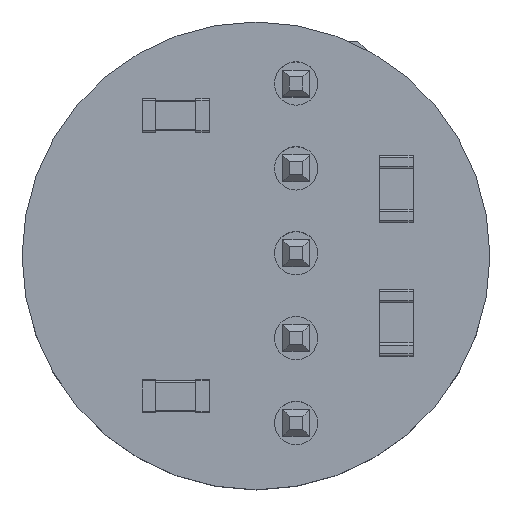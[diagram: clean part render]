
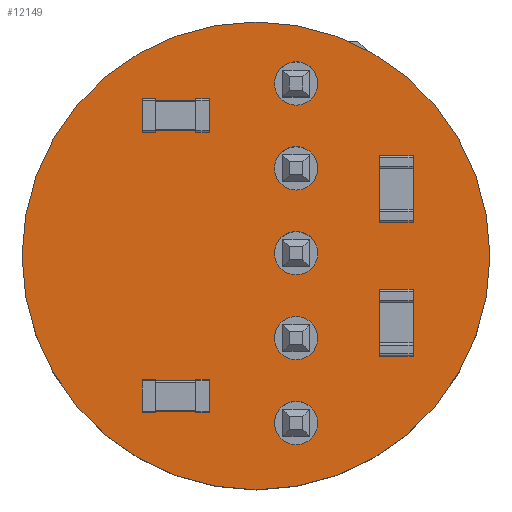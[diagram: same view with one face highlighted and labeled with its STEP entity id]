
A CAD part, top view. The second image highlights one B-rep face of the part: STEP entity #12149.
In plain terms, the highlighted planar face has unit normal (0, 0, 1).
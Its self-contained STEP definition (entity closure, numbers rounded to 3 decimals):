
#11909 = VERTEX_POINT('',#11910);
#11910 = CARTESIAN_POINT('',(145.5,-94.,1.6));
#11917 = CYLINDRICAL_SURFACE('',#11918,3.5);
#11918 = AXIS2_PLACEMENT_3D('',#11919,#11920,#11921);
#11919 = CARTESIAN_POINT('',(142.,-94.,0.));
#11920 = DIRECTION('',(-0.,-0.,-1.));
#11921 = DIRECTION('',(1.,0.,-0.));
#11936 = EDGE_CURVE('',#11909,#11909,#11937,.T.);
#11937 = SURFACE_CURVE('',#11938,(#11943,#11950),.PCURVE_S1.);
#11938 = CIRCLE('',#11939,3.5);
#11939 = AXIS2_PLACEMENT_3D('',#11940,#11941,#11942);
#11940 = CARTESIAN_POINT('',(142.,-94.,1.6));
#11941 = DIRECTION('',(0.,0.,1.));
#11942 = DIRECTION('',(1.,0.,-0.));
#11943 = PCURVE('',#11917,#11944);
#11944 = DEFINITIONAL_REPRESENTATION('',(#11945),#11949);
#11945 = LINE('',#11946,#11947);
#11946 = CARTESIAN_POINT('',(-0.,-1.6));
#11947 = VECTOR('',#11948,1.);
#11948 = DIRECTION('',(-1.,0.));
#11949 = ( GEOMETRIC_REPRESENTATION_CONTEXT(2) 
PARAMETRIC_REPRESENTATION_CONTEXT() REPRESENTATION_CONTEXT('2D SPACE',''
  ) );
#11950 = PCURVE('',#11951,#11956);
#11951 = PLANE('',#11952);
#11952 = AXIS2_PLACEMENT_3D('',#11953,#11954,#11955);
#11953 = CARTESIAN_POINT('',(142.,-94.,1.6));
#11954 = DIRECTION('',(0.,0.,1.));
#11955 = DIRECTION('',(1.,0.,-0.));
#11956 = DEFINITIONAL_REPRESENTATION('',(#11957),#11961);
#11957 = CIRCLE('',#11958,3.5);
#11958 = AXIS2_PLACEMENT_2D('',#11959,#11960);
#11959 = CARTESIAN_POINT('',(0.,0.));
#11960 = DIRECTION('',(1.,0.));
#11961 = ( GEOMETRIC_REPRESENTATION_CONTEXT(2) 
PARAMETRIC_REPRESENTATION_CONTEXT() REPRESENTATION_CONTEXT('2D SPACE',''
  ) );
#12014 = CYLINDRICAL_SURFACE('',#12015,0.325);
#12015 = AXIS2_PLACEMENT_3D('',#12016,#12017,#12018);
#12016 = CARTESIAN_POINT('',(142.6,-96.5,-0.8));
#12017 = DIRECTION('',(0.,0.,1.));
#12018 = DIRECTION('',(1.,0.,-0.));
#12045 = CYLINDRICAL_SURFACE('',#12046,0.325);
#12046 = AXIS2_PLACEMENT_3D('',#12047,#12048,#12049);
#12047 = CARTESIAN_POINT('',(142.6,-95.23,-0.8));
#12048 = DIRECTION('',(0.,0.,1.));
#12049 = DIRECTION('',(1.,0.,-0.));
#12076 = CYLINDRICAL_SURFACE('',#12077,0.325);
#12077 = AXIS2_PLACEMENT_3D('',#12078,#12079,#12080);
#12078 = CARTESIAN_POINT('',(142.6,-92.69,-0.8));
#12079 = DIRECTION('',(0.,0.,1.));
#12080 = DIRECTION('',(1.,0.,-0.));
#12107 = CYLINDRICAL_SURFACE('',#12108,0.325);
#12108 = AXIS2_PLACEMENT_3D('',#12109,#12110,#12111);
#12109 = CARTESIAN_POINT('',(142.6,-93.96,-0.8));
#12110 = DIRECTION('',(0.,0.,1.));
#12111 = DIRECTION('',(1.,0.,-0.));
#12138 = CYLINDRICAL_SURFACE('',#12139,0.325);
#12139 = AXIS2_PLACEMENT_3D('',#12140,#12141,#12142);
#12140 = CARTESIAN_POINT('',(142.6,-91.42,-0.8));
#12141 = DIRECTION('',(0.,0.,1.));
#12142 = DIRECTION('',(1.,0.,-0.));
#12149 = ADVANCED_FACE('',(#12150,#12153,#12179,#12205,#12231,#12257),
  #11951,.T.);
#12150 = FACE_BOUND('',#12151,.T.);
#12151 = EDGE_LOOP('',(#12152));
#12152 = ORIENTED_EDGE('',*,*,#11936,.T.);
#12153 = FACE_BOUND('',#12154,.T.);
#12154 = EDGE_LOOP('',(#12155));
#12155 = ORIENTED_EDGE('',*,*,#12156,.F.);
#12156 = EDGE_CURVE('',#12157,#12157,#12159,.T.);
#12157 = VERTEX_POINT('',#12158);
#12158 = CARTESIAN_POINT('',(142.925,-96.5,1.6));
#12159 = SURFACE_CURVE('',#12160,(#12165,#12172),.PCURVE_S1.);
#12160 = CIRCLE('',#12161,0.325);
#12161 = AXIS2_PLACEMENT_3D('',#12162,#12163,#12164);
#12162 = CARTESIAN_POINT('',(142.6,-96.5,1.6));
#12163 = DIRECTION('',(0.,0.,1.));
#12164 = DIRECTION('',(1.,0.,-0.));
#12165 = PCURVE('',#11951,#12166);
#12166 = DEFINITIONAL_REPRESENTATION('',(#12167),#12171);
#12167 = CIRCLE('',#12168,0.325);
#12168 = AXIS2_PLACEMENT_2D('',#12169,#12170);
#12169 = CARTESIAN_POINT('',(0.6,-2.5));
#12170 = DIRECTION('',(1.,0.));
#12171 = ( GEOMETRIC_REPRESENTATION_CONTEXT(2) 
PARAMETRIC_REPRESENTATION_CONTEXT() REPRESENTATION_CONTEXT('2D SPACE',''
  ) );
#12172 = PCURVE('',#12014,#12173);
#12173 = DEFINITIONAL_REPRESENTATION('',(#12174),#12178);
#12174 = LINE('',#12175,#12176);
#12175 = CARTESIAN_POINT('',(0.,2.4));
#12176 = VECTOR('',#12177,1.);
#12177 = DIRECTION('',(1.,0.));
#12178 = ( GEOMETRIC_REPRESENTATION_CONTEXT(2) 
PARAMETRIC_REPRESENTATION_CONTEXT() REPRESENTATION_CONTEXT('2D SPACE',''
  ) );
#12179 = FACE_BOUND('',#12180,.T.);
#12180 = EDGE_LOOP('',(#12181));
#12181 = ORIENTED_EDGE('',*,*,#12182,.F.);
#12182 = EDGE_CURVE('',#12183,#12183,#12185,.T.);
#12183 = VERTEX_POINT('',#12184);
#12184 = CARTESIAN_POINT('',(142.925,-95.23,1.6));
#12185 = SURFACE_CURVE('',#12186,(#12191,#12198),.PCURVE_S1.);
#12186 = CIRCLE('',#12187,0.325);
#12187 = AXIS2_PLACEMENT_3D('',#12188,#12189,#12190);
#12188 = CARTESIAN_POINT('',(142.6,-95.23,1.6));
#12189 = DIRECTION('',(0.,0.,1.));
#12190 = DIRECTION('',(1.,0.,-0.));
#12191 = PCURVE('',#11951,#12192);
#12192 = DEFINITIONAL_REPRESENTATION('',(#12193),#12197);
#12193 = CIRCLE('',#12194,0.325);
#12194 = AXIS2_PLACEMENT_2D('',#12195,#12196);
#12195 = CARTESIAN_POINT('',(0.6,-1.23));
#12196 = DIRECTION('',(1.,0.));
#12197 = ( GEOMETRIC_REPRESENTATION_CONTEXT(2) 
PARAMETRIC_REPRESENTATION_CONTEXT() REPRESENTATION_CONTEXT('2D SPACE',''
  ) );
#12198 = PCURVE('',#12045,#12199);
#12199 = DEFINITIONAL_REPRESENTATION('',(#12200),#12204);
#12200 = LINE('',#12201,#12202);
#12201 = CARTESIAN_POINT('',(0.,2.4));
#12202 = VECTOR('',#12203,1.);
#12203 = DIRECTION('',(1.,0.));
#12204 = ( GEOMETRIC_REPRESENTATION_CONTEXT(2) 
PARAMETRIC_REPRESENTATION_CONTEXT() REPRESENTATION_CONTEXT('2D SPACE',''
  ) );
#12205 = FACE_BOUND('',#12206,.T.);
#12206 = EDGE_LOOP('',(#12207));
#12207 = ORIENTED_EDGE('',*,*,#12208,.F.);
#12208 = EDGE_CURVE('',#12209,#12209,#12211,.T.);
#12209 = VERTEX_POINT('',#12210);
#12210 = CARTESIAN_POINT('',(142.925,-92.69,1.6));
#12211 = SURFACE_CURVE('',#12212,(#12217,#12224),.PCURVE_S1.);
#12212 = CIRCLE('',#12213,0.325);
#12213 = AXIS2_PLACEMENT_3D('',#12214,#12215,#12216);
#12214 = CARTESIAN_POINT('',(142.6,-92.69,1.6));
#12215 = DIRECTION('',(0.,0.,1.));
#12216 = DIRECTION('',(1.,0.,-0.));
#12217 = PCURVE('',#11951,#12218);
#12218 = DEFINITIONAL_REPRESENTATION('',(#12219),#12223);
#12219 = CIRCLE('',#12220,0.325);
#12220 = AXIS2_PLACEMENT_2D('',#12221,#12222);
#12221 = CARTESIAN_POINT('',(0.6,1.31));
#12222 = DIRECTION('',(1.,0.));
#12223 = ( GEOMETRIC_REPRESENTATION_CONTEXT(2) 
PARAMETRIC_REPRESENTATION_CONTEXT() REPRESENTATION_CONTEXT('2D SPACE',''
  ) );
#12224 = PCURVE('',#12076,#12225);
#12225 = DEFINITIONAL_REPRESENTATION('',(#12226),#12230);
#12226 = LINE('',#12227,#12228);
#12227 = CARTESIAN_POINT('',(0.,2.4));
#12228 = VECTOR('',#12229,1.);
#12229 = DIRECTION('',(1.,0.));
#12230 = ( GEOMETRIC_REPRESENTATION_CONTEXT(2) 
PARAMETRIC_REPRESENTATION_CONTEXT() REPRESENTATION_CONTEXT('2D SPACE',''
  ) );
#12231 = FACE_BOUND('',#12232,.T.);
#12232 = EDGE_LOOP('',(#12233));
#12233 = ORIENTED_EDGE('',*,*,#12234,.F.);
#12234 = EDGE_CURVE('',#12235,#12235,#12237,.T.);
#12235 = VERTEX_POINT('',#12236);
#12236 = CARTESIAN_POINT('',(142.925,-93.96,1.6));
#12237 = SURFACE_CURVE('',#12238,(#12243,#12250),.PCURVE_S1.);
#12238 = CIRCLE('',#12239,0.325);
#12239 = AXIS2_PLACEMENT_3D('',#12240,#12241,#12242);
#12240 = CARTESIAN_POINT('',(142.6,-93.96,1.6));
#12241 = DIRECTION('',(0.,0.,1.));
#12242 = DIRECTION('',(1.,0.,-0.));
#12243 = PCURVE('',#11951,#12244);
#12244 = DEFINITIONAL_REPRESENTATION('',(#12245),#12249);
#12245 = CIRCLE('',#12246,0.325);
#12246 = AXIS2_PLACEMENT_2D('',#12247,#12248);
#12247 = CARTESIAN_POINT('',(0.6,0.04));
#12248 = DIRECTION('',(1.,0.));
#12249 = ( GEOMETRIC_REPRESENTATION_CONTEXT(2) 
PARAMETRIC_REPRESENTATION_CONTEXT() REPRESENTATION_CONTEXT('2D SPACE',''
  ) );
#12250 = PCURVE('',#12107,#12251);
#12251 = DEFINITIONAL_REPRESENTATION('',(#12252),#12256);
#12252 = LINE('',#12253,#12254);
#12253 = CARTESIAN_POINT('',(0.,2.4));
#12254 = VECTOR('',#12255,1.);
#12255 = DIRECTION('',(1.,0.));
#12256 = ( GEOMETRIC_REPRESENTATION_CONTEXT(2) 
PARAMETRIC_REPRESENTATION_CONTEXT() REPRESENTATION_CONTEXT('2D SPACE',''
  ) );
#12257 = FACE_BOUND('',#12258,.T.);
#12258 = EDGE_LOOP('',(#12259));
#12259 = ORIENTED_EDGE('',*,*,#12260,.F.);
#12260 = EDGE_CURVE('',#12261,#12261,#12263,.T.);
#12261 = VERTEX_POINT('',#12262);
#12262 = CARTESIAN_POINT('',(142.925,-91.42,1.6));
#12263 = SURFACE_CURVE('',#12264,(#12269,#12276),.PCURVE_S1.);
#12264 = CIRCLE('',#12265,0.325);
#12265 = AXIS2_PLACEMENT_3D('',#12266,#12267,#12268);
#12266 = CARTESIAN_POINT('',(142.6,-91.42,1.6));
#12267 = DIRECTION('',(0.,0.,1.));
#12268 = DIRECTION('',(1.,0.,-0.));
#12269 = PCURVE('',#11951,#12270);
#12270 = DEFINITIONAL_REPRESENTATION('',(#12271),#12275);
#12271 = CIRCLE('',#12272,0.325);
#12272 = AXIS2_PLACEMENT_2D('',#12273,#12274);
#12273 = CARTESIAN_POINT('',(0.6,2.58));
#12274 = DIRECTION('',(1.,0.));
#12275 = ( GEOMETRIC_REPRESENTATION_CONTEXT(2) 
PARAMETRIC_REPRESENTATION_CONTEXT() REPRESENTATION_CONTEXT('2D SPACE',''
  ) );
#12276 = PCURVE('',#12138,#12277);
#12277 = DEFINITIONAL_REPRESENTATION('',(#12278),#12282);
#12278 = LINE('',#12279,#12280);
#12279 = CARTESIAN_POINT('',(0.,2.4));
#12280 = VECTOR('',#12281,1.);
#12281 = DIRECTION('',(1.,0.));
#12282 = ( GEOMETRIC_REPRESENTATION_CONTEXT(2) 
PARAMETRIC_REPRESENTATION_CONTEXT() REPRESENTATION_CONTEXT('2D SPACE',''
  ) );
